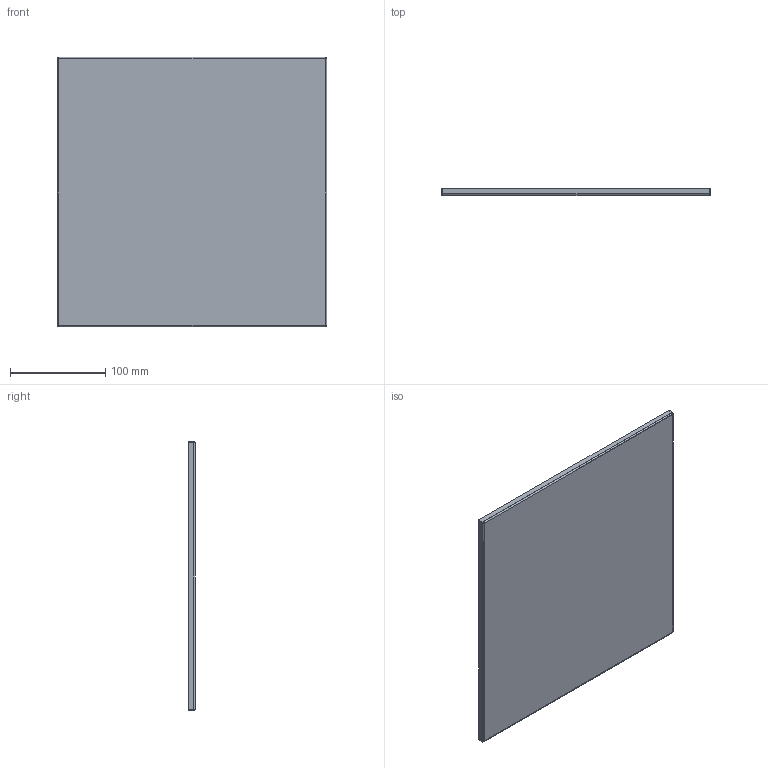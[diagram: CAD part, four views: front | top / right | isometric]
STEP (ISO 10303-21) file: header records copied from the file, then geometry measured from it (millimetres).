
FILE_DESCRIPTION (( 'STEP AP214' ), '1' );
FILE_NAME ('30360B.stp', '2016-04-27T06:53:35', ( '' ), ( '' ), 'SwSTEP 2.0', 'SolidWorks 2014', '' );
FILE_SCHEMA (( 'AUTOMOTIVE_DESIGN' ));
Length unit declared in the file: millimetre
Products named in the file (3): 43527A_Standard; 30360BT1_30360BT1; 30360B
Assembly tree (2 placements, depth 2):
  30360B
    30360BT1_30360BT1
    43527A_Standard
Bounding box: 282.5 x 7 x 282.5 mm (x, y, z)
Volume: 320377.8 mm3; surface area: 332820.8 mm2
Topology: 2 solids, 2 shells, 68 faces, 160 edges, 96 vertices
Faces by surface type: plane 60, cylinder 8
Entity records: 1994 total; most frequent: CARTESIAN_POINT 329, DIRECTION 322, ORIENTED_EDGE 320, EDGE_CURVE 160, LINE 144, VECTOR 144, VERTEX_POINT 96, AXIS2_PLACEMENT_3D 89
